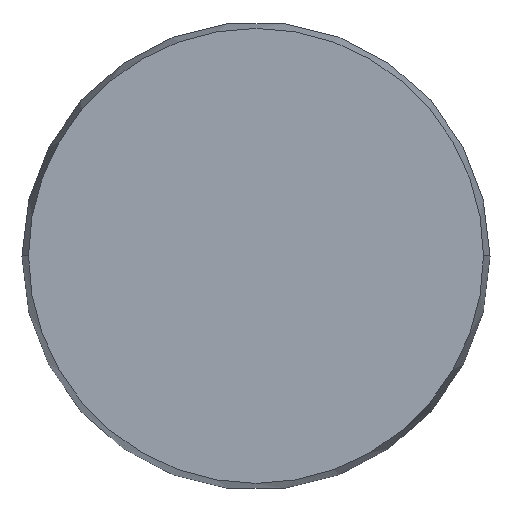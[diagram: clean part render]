
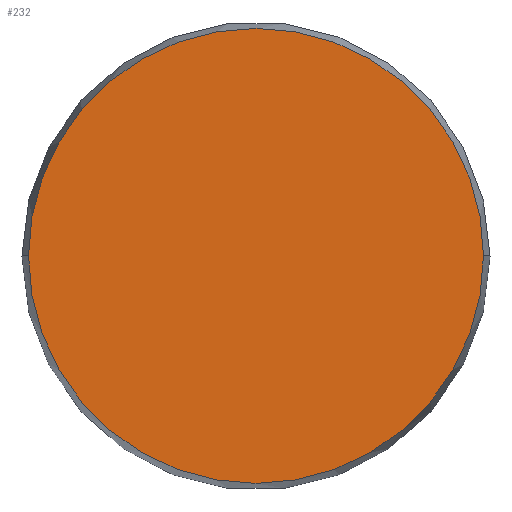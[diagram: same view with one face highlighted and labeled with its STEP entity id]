
A CAD part, top view. The second image highlights one B-rep face of the part: STEP entity #232.
In plain terms, the highlighted planar face has unit normal (0, 0, 1).
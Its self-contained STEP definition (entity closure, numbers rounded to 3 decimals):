
#11 = CARTESIAN_POINT ( 'NONE',  ( 5.328, 0., 0. ) ) ;
#16 = DIRECTION ( 'NONE',  ( -1., 0., 0. ) ) ;
#21 = PLANE ( 'NONE',  #372 ) ;
#63 = AXIS2_PLACEMENT_3D ( 'NONE', #449, #236, #16 ) ;
#67 = ORIENTED_EDGE ( 'NONE', *, *, #227, .F. ) ;
#82 = CIRCLE ( 'NONE', #63, 5.328 ) ;
#134 = DIRECTION ( 'NONE',  ( 0., 0., -1. ) ) ;
#135 = EDGE_CURVE ( 'NONE', #466, #436, #82, .T. ) ;
#183 = EDGE_LOOP ( 'NONE', ( #215, #67 ) ) ;
#212 = DIRECTION ( 'NONE',  ( 1., 0., 0. ) ) ;
#215 = ORIENTED_EDGE ( 'NONE', *, *, #135, .F. ) ;
#224 = FACE_OUTER_BOUND ( 'NONE', #183, .T. ) ;
#227 = EDGE_CURVE ( 'NONE', #436, #466, #268, .T. ) ;
#232 = ADVANCED_FACE ( 'NONE', ( #224 ), #21, .T. ) ;
#236 = DIRECTION ( 'NONE',  ( 0., 0., -1. ) ) ;
#238 = CARTESIAN_POINT ( 'NONE',  ( -5.328, 0., 0. ) ) ;
#268 = CIRCLE ( 'NONE', #299, 5.328 ) ;
#299 = AXIS2_PLACEMENT_3D ( 'NONE', #335, #134, #380 ) ;
#305 = CARTESIAN_POINT ( 'NONE',  ( 5.328, 0., 0. ) ) ;
#335 = CARTESIAN_POINT ( 'NONE',  ( 0., 0., 0. ) ) ;
#372 = AXIS2_PLACEMENT_3D ( 'NONE', #305, #421, #212 ) ;
#380 = DIRECTION ( 'NONE',  ( -1., 0., 0. ) ) ;
#421 = DIRECTION ( 'NONE',  ( 0., 0., 1. ) ) ;
#436 = VERTEX_POINT ( 'NONE', #11 ) ;
#449 = CARTESIAN_POINT ( 'NONE',  ( 0., 0., 0. ) ) ;
#466 = VERTEX_POINT ( 'NONE', #238 ) ;
